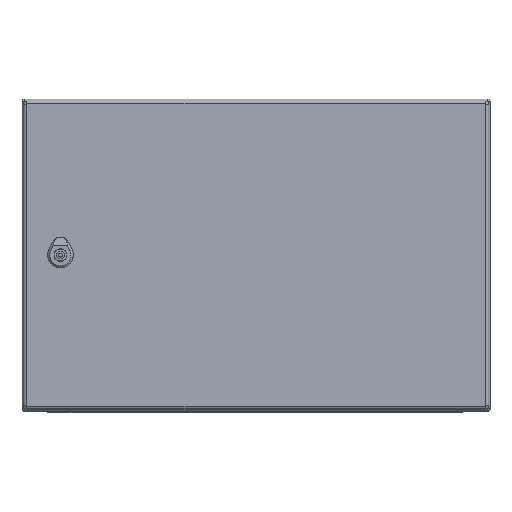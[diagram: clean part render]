
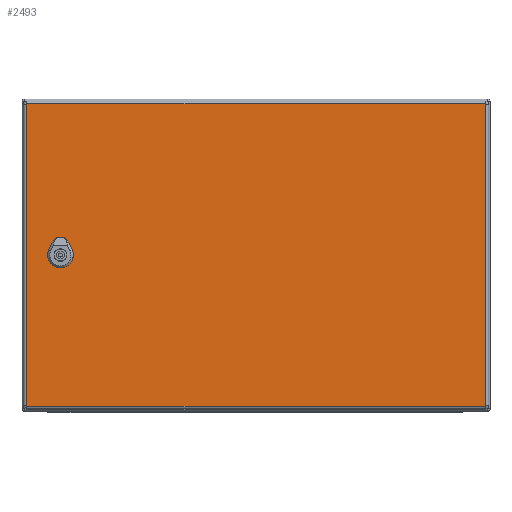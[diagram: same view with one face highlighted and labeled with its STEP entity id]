
A CAD part, top view. The second image highlights one B-rep face of the part: STEP entity #2493.
In plain terms, the highlighted face is planar.
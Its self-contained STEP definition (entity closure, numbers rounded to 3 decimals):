
#1462=FACE_BOUND('',#3751,.T.);
#1463=FACE_BOUND('',#3752,.T.);
#2065=CIRCLE('',#10024,11.25);
#2066=CIRCLE('',#10025,11.25);
#2067=CIRCLE('',#10026,11.25);
#2068=CIRCLE('',#10027,11.25);
#2069=CIRCLE('',#10028,1.);
#2070=CIRCLE('',#10029,1.);
#2071=CIRCLE('',#10030,1.);
#2072=CIRCLE('',#10031,1.);
#2493=ADVANCED_FACE('',(#1462,#1463),#2770,.F.);
#2770=PLANE('',#10032);
#3751=EDGE_LOOP('',(#5355,#5356,#5357,#5358,#5359,#5360,#5361,#5362));
#3752=EDGE_LOOP('',(#5363,#5364,#5365,#5366,#5367,#5368,#5369,#5370));
#5355=ORIENTED_EDGE('',*,*,#7767,.T.);
#5356=ORIENTED_EDGE('',*,*,#7768,.T.);
#5357=ORIENTED_EDGE('',*,*,#7769,.T.);
#5358=ORIENTED_EDGE('',*,*,#7770,.T.);
#5359=ORIENTED_EDGE('',*,*,#7771,.T.);
#5360=ORIENTED_EDGE('',*,*,#7772,.T.);
#5361=ORIENTED_EDGE('',*,*,#7773,.T.);
#5362=ORIENTED_EDGE('',*,*,#7774,.T.);
#5363=ORIENTED_EDGE('',*,*,#7775,.F.);
#5364=ORIENTED_EDGE('',*,*,#7776,.F.);
#5365=ORIENTED_EDGE('',*,*,#7777,.F.);
#5366=ORIENTED_EDGE('',*,*,#7778,.F.);
#5367=ORIENTED_EDGE('',*,*,#7779,.F.);
#5368=ORIENTED_EDGE('',*,*,#7780,.F.);
#5369=ORIENTED_EDGE('',*,*,#7781,.F.);
#5370=ORIENTED_EDGE('',*,*,#7782,.F.);
#6777=VERTEX_POINT('',#14908);
#6778=VERTEX_POINT('',#14909);
#6779=VERTEX_POINT('',#14911);
#6780=VERTEX_POINT('',#14913);
#6781=VERTEX_POINT('',#14915);
#6782=VERTEX_POINT('',#14917);
#6783=VERTEX_POINT('',#14919);
#6784=VERTEX_POINT('',#14921);
#6785=VERTEX_POINT('',#14924);
#6786=VERTEX_POINT('',#14925);
#6787=VERTEX_POINT('',#14927);
#6788=VERTEX_POINT('',#14929);
#6789=VERTEX_POINT('',#14931);
#6790=VERTEX_POINT('',#14933);
#6791=VERTEX_POINT('',#14935);
#6792=VERTEX_POINT('',#14937);
#7767=EDGE_CURVE('',#6777,#6778,#8521,.T.);
#7768=EDGE_CURVE('',#6778,#6779,#2065,.T.);
#7769=EDGE_CURVE('',#6779,#6780,#8522,.T.);
#7770=EDGE_CURVE('',#6780,#6781,#2066,.T.);
#7771=EDGE_CURVE('',#6781,#6782,#8523,.T.);
#7772=EDGE_CURVE('',#6782,#6783,#2067,.T.);
#7773=EDGE_CURVE('',#6783,#6784,#8524,.T.);
#7774=EDGE_CURVE('',#6784,#6777,#2068,.T.);
#7775=EDGE_CURVE('',#6785,#6786,#2069,.T.);
#7776=EDGE_CURVE('',#6787,#6785,#8525,.T.);
#7777=EDGE_CURVE('',#6788,#6787,#2070,.T.);
#7778=EDGE_CURVE('',#6789,#6788,#8526,.T.);
#7779=EDGE_CURVE('',#6790,#6789,#2071,.T.);
#7780=EDGE_CURVE('',#6791,#6790,#8527,.T.);
#7781=EDGE_CURVE('',#6792,#6791,#2072,.T.);
#7782=EDGE_CURVE('',#6786,#6792,#8528,.T.);
#8521=LINE('',#14907,#9131);
#8522=LINE('',#14912,#9132);
#8523=LINE('',#14916,#9133);
#8524=LINE('',#14920,#9134);
#8525=LINE('',#14926,#9135);
#8526=LINE('',#14930,#9136);
#8527=LINE('',#14934,#9137);
#8528=LINE('',#14938,#9138);
#9131=VECTOR('',#12024,1.);
#9132=VECTOR('',#12027,1.);
#9133=VECTOR('',#12030,1.);
#9134=VECTOR('',#12033,1.);
#9135=VECTOR('',#12038,1.);
#9136=VECTOR('',#12041,1.);
#9137=VECTOR('',#12044,1.);
#9138=VECTOR('',#12047,1.);
#10024=AXIS2_PLACEMENT_3D('',#14910,#12025,#12026);
#10025=AXIS2_PLACEMENT_3D('',#14914,#12028,#12029);
#10026=AXIS2_PLACEMENT_3D('',#14918,#12031,#12032);
#10027=AXIS2_PLACEMENT_3D('',#14922,#12034,#12035);
#10028=AXIS2_PLACEMENT_3D('',#14923,#12036,#12037);
#10029=AXIS2_PLACEMENT_3D('',#14928,#12039,#12040);
#10030=AXIS2_PLACEMENT_3D('',#14932,#12042,#12043);
#10031=AXIS2_PLACEMENT_3D('',#14936,#12045,#12046);
#10032=AXIS2_PLACEMENT_3D('',#14939,#12048,#12049);
#12024=DIRECTION('',(-1.,0.,0.));
#12025=DIRECTION('',(0.,0.,1.));
#12026=DIRECTION('',(1.,0.,0.));
#12027=DIRECTION('',(0.,-1.,0.));
#12028=DIRECTION('',(0.,0.,1.));
#12029=DIRECTION('',(1.,0.,0.));
#12030=DIRECTION('',(1.,0.,0.));
#12031=DIRECTION('',(0.,0.,1.));
#12032=DIRECTION('',(1.,0.,0.));
#12033=DIRECTION('',(0.,1.,0.));
#12034=DIRECTION('',(0.,0.,1.));
#12035=DIRECTION('',(1.,0.,0.));
#12036=DIRECTION('',(0.,0.,1.));
#12037=DIRECTION('',(1.,0.,0.));
#12038=DIRECTION('',(0.,-1.,0.));
#12039=DIRECTION('',(0.,0.,1.));
#12040=DIRECTION('',(1.,0.,0.));
#12041=DIRECTION('',(-1.,0.,0.));
#12042=DIRECTION('',(0.,0.,1.));
#12043=DIRECTION('',(1.,0.,0.));
#12044=DIRECTION('',(0.,1.,0.));
#12045=DIRECTION('',(0.,0.,1.));
#12046=DIRECTION('',(1.,0.,0.));
#12047=DIRECTION('',(1.,0.,0.));
#12048=DIRECTION('',(0.,0.,1.));
#12049=DIRECTION('',(1.,0.,0.));
#14907=CARTESIAN_POINT('',(-293.75,10.2,0.));
#14908=CARTESIAN_POINT('',(255.496,10.2,0.));
#14909=CARTESIAN_POINT('',(246.004,10.2,0.));
#14910=CARTESIAN_POINT('',(250.75,0.,0.));
#14911=CARTESIAN_POINT('',(240.55,4.746,0.));
#14912=CARTESIAN_POINT('',(240.55,193.,0.));
#14913=CARTESIAN_POINT('',(240.55,-4.746,0.));
#14914=CARTESIAN_POINT('',(250.75,0.,0.));
#14915=CARTESIAN_POINT('',(246.004,-10.2,0.));
#14916=CARTESIAN_POINT('',(-293.75,-10.2,0.));
#14917=CARTESIAN_POINT('',(255.496,-10.2,0.));
#14918=CARTESIAN_POINT('',(250.75,0.,0.));
#14919=CARTESIAN_POINT('',(260.95,-4.746,0.));
#14920=CARTESIAN_POINT('',(260.95,193.,0.));
#14921=CARTESIAN_POINT('',(260.95,4.746,0.));
#14922=CARTESIAN_POINT('',(250.75,0.,0.));
#14923=CARTESIAN_POINT('',(-293.75,-193.,0.));
#14924=CARTESIAN_POINT('',(-294.75,-193.,0.));
#14925=CARTESIAN_POINT('',(-293.75,-194.,0.));
#14926=CARTESIAN_POINT('',(-294.75,193.,0.));
#14927=CARTESIAN_POINT('',(-294.75,193.,0.));
#14928=CARTESIAN_POINT('',(-293.75,193.,0.));
#14929=CARTESIAN_POINT('',(-293.75,194.,0.));
#14930=CARTESIAN_POINT('',(293.75,194.,0.));
#14931=CARTESIAN_POINT('',(293.75,194.,0.));
#14932=CARTESIAN_POINT('',(293.75,193.,0.));
#14933=CARTESIAN_POINT('',(294.75,193.,0.));
#14934=CARTESIAN_POINT('',(294.75,-193.,0.));
#14935=CARTESIAN_POINT('',(294.75,-193.,0.));
#14936=CARTESIAN_POINT('',(293.75,-193.,0.));
#14937=CARTESIAN_POINT('',(293.75,-194.,0.));
#14938=CARTESIAN_POINT('',(-293.75,-194.,0.));
#14939=CARTESIAN_POINT('',(-293.75,193.,0.));
